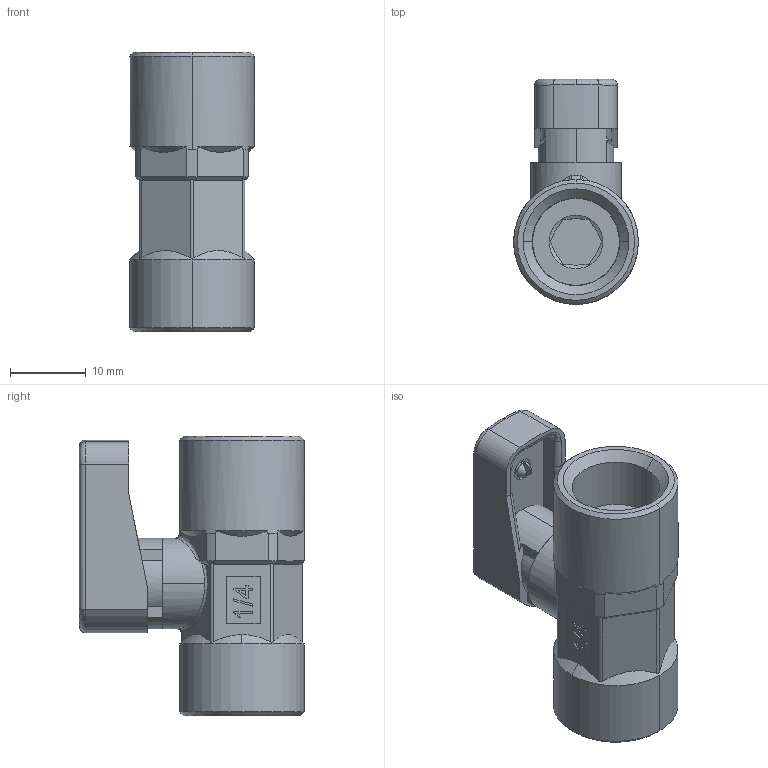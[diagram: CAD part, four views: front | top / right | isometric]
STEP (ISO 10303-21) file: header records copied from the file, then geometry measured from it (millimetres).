
FILE_DESCRIPTION (( 'STEP AP214' ), '1' );
FILE_NAME ('0640000002.step', '2012-10-02T16:30:47', ( '' ), ( '' ), 'SwSTEP 2.0', 'SolidWorks 2012', '' );
FILE_SCHEMA (( 'AUTOMOTIVE_DESIGN' ));
Length unit declared in the file: millimetre
Products named in the file (1): 0640000002
Bounding box: 16.5 x 29.8 x 37 mm (x, y, z)
Volume: 7650.1 mm3; surface area: 4632.1 mm2
Topology: 8 solids, 18 shells, 567 faces, 1451 edges, 945 vertices
Faces by surface type: plane 309, bspline 99, cylinder 95, cone 36, torus 28
Entity records: 22107 total; most frequent: CARTESIAN_POINT 8963, ORIENTED_EDGE 2902, DIRECTION 2328, EDGE_CURVE 1451, VERTEX_POINT 945, LINE 880, VECTOR 880, AXIS2_PLACEMENT_3D 724
